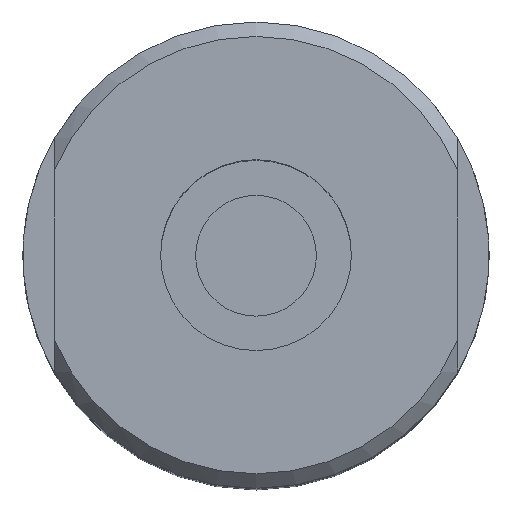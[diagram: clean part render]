
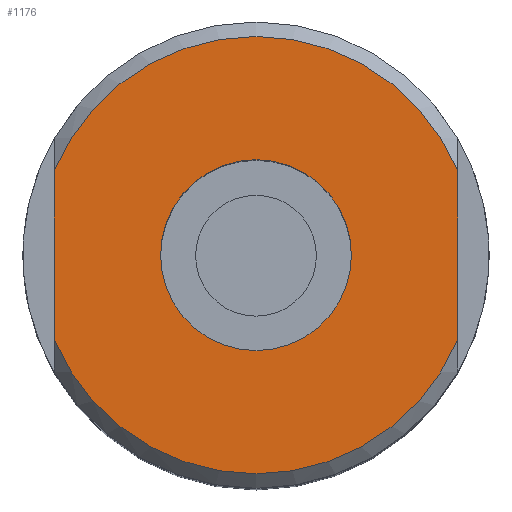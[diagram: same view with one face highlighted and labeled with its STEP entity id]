
A CAD part, top view. The second image highlights one B-rep face of the part: STEP entity #1176.
In plain terms, the highlighted face is planar.
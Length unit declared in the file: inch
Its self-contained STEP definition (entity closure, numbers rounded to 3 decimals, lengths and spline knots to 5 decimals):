
#203=CARTESIAN_POINT('',(-0.05833,0.449,-0.1975));
#204=VERTEX_POINT('',#203);
#205=CARTESIAN_POINT('',(-0.05833,0.449,0.0));
#206=DIRECTION('',(0.0,-1.0,0.0));
#207=DIRECTION('',(0.0,0.0,1.0));
#208=AXIS2_PLACEMENT_3D('',#205,#206,#207);
#209=CIRCLE('',#208,0.1975);
#210=EDGE_CURVE('',#204,#204,#209,.T.);
#1037=CARTESIAN_POINT('',(-0.47583,0.449,0.1745));
#1038=VERTEX_POINT('',#1037);
#1052=CARTESIAN_POINT('',(-0.47583,0.449,-0.1745));
#1053=VERTEX_POINT('',#1052);
#1054=CARTESIAN_POINT('',(-0.47583,0.449,-0.1745));
#1055=DIRECTION('',(0.0,0.0,1.0));
#1056=VECTOR('',#1055,0.349);
#1057=LINE('',#1054,#1056);
#1058=EDGE_CURVE('',#1053,#1038,#1057,.T.);
#1098=CARTESIAN_POINT('',(0.35917,0.449,0.1745));
#1099=VERTEX_POINT('',#1098);
#1113=CARTESIAN_POINT('',(-0.05833,0.449,0.0));
#1114=DIRECTION('',(0.0,-1.0,0.0));
#1115=DIRECTION('',(-1.0,0.0,0.0));
#1116=AXIS2_PLACEMENT_3D('',#1113,#1114,#1115);
#1117=CIRCLE('',#1116,0.4525);
#1118=EDGE_CURVE('',#1099,#1038,#1117,.T.);
#1130=CARTESIAN_POINT('',(0.35917,0.449,-0.1745));
#1131=VERTEX_POINT('',#1130);
#1147=CARTESIAN_POINT('',(-0.05833,0.449,0.0));
#1148=DIRECTION('',(0.0,-1.0,0.0));
#1149=DIRECTION('',(-1.0,0.0,0.0));
#1150=AXIS2_PLACEMENT_3D('',#1147,#1148,#1149);
#1151=CIRCLE('',#1150,0.4525);
#1152=EDGE_CURVE('',#1053,#1131,#1151,.T.);
#1157=CARTESIAN_POINT('',(0.24125,0.449,0.0));
#1158=DIRECTION('',(0.0,1.0,0.0));
#1159=DIRECTION('',(0.0,0.0,1.0));
#1160=AXIS2_PLACEMENT_3D('',#1157,#1158,#1159);
#1161=PLANE('',#1160);
#1162=CARTESIAN_POINT('',(0.35917,0.449,0.1745));
#1163=DIRECTION('',(0.0,0.0,-1.0));
#1164=VECTOR('',#1163,0.349);
#1165=LINE('',#1162,#1164);
#1166=EDGE_CURVE('',#1099,#1131,#1165,.T.);
#1167=ORIENTED_EDGE('',*,*,#1166,.T.);
#1168=ORIENTED_EDGE('',*,*,#1152,.F.);
#1169=ORIENTED_EDGE('',*,*,#1058,.T.);
#1170=ORIENTED_EDGE('',*,*,#1118,.F.);
#1171=EDGE_LOOP('',(#1167,#1168,#1169,#1170));
#1172=FACE_OUTER_BOUND('',#1171,.T.);
#1173=ORIENTED_EDGE('',*,*,#210,.T.);
#1174=EDGE_LOOP('',(#1173));
#1175=FACE_BOUND('',#1174,.T.);
#1176=ADVANCED_FACE('',(#1172,#1175),#1161,.T.);
